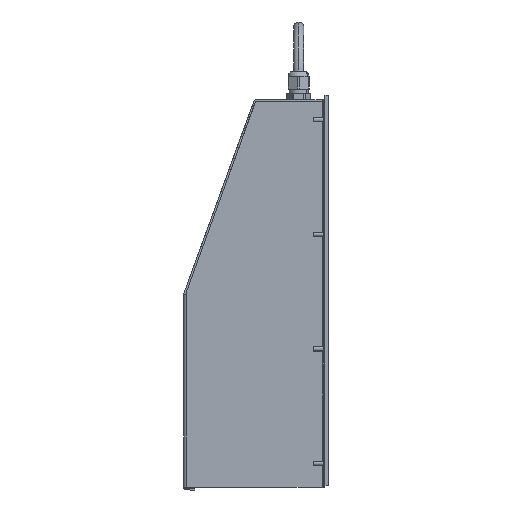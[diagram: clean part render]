
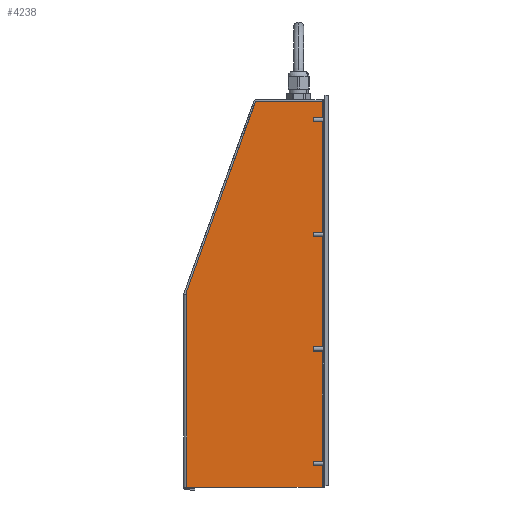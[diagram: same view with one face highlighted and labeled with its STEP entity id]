
A CAD part, left-side view. The second image highlights one B-rep face of the part: STEP entity #4238.
In plain terms, the highlighted planar face has unit normal (-1, 0, 0).
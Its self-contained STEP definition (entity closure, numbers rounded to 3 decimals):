
#133 = EDGE_CURVE ( 'NONE', #1112, #6892, #13174, .T. ) ;
#369 = LINE ( 'NONE', #16207, #11243 ) ;
#839 = LINE ( 'NONE', #22809, #22883 ) ;
#1112 = VERTEX_POINT ( 'NONE', #23673 ) ;
#1145 = DIRECTION ( 'NONE',  ( 0., -1., 0. ) ) ;
#1461 = FACE_OUTER_BOUND ( 'NONE', #7850, .T. ) ;
#2615 = VERTEX_POINT ( 'NONE', #13966 ) ;
#2702 = LINE ( 'NONE', #16565, #24697 ) ;
#2972 = DIRECTION ( 'NONE',  ( 0., -0.342, 0.94 ) ) ;
#3041 = CARTESIAN_POINT ( 'NONE',  ( -205.5, -1., -86.5 ) ) ;
#3705 = DIRECTION ( 'NONE',  ( 0., 1., 0. ) ) ;
#3859 = VERTEX_POINT ( 'NONE', #5116 ) ;
#4238 = ADVANCED_FACE ( 'NONE', ( #1461 ), #25478, .T. ) ;
#4267 = CARTESIAN_POINT ( 'NONE',  ( -205.5, 0., -86.5 ) ) ;
#4411 = DIRECTION ( 'NONE',  ( 0., 0., -1. ) ) ;
#5116 = CARTESIAN_POINT ( 'NONE',  ( -205.5, -1., 89.071 ) ) ;
#5183 = CARTESIAN_POINT ( 'NONE',  ( -205.5, -62.995, 259.4 ) ) ;
#5724 = LINE ( 'NONE', #5183, #17097 ) ;
#6346 = ORIENTED_EDGE ( 'NONE', *, *, #133, .T. ) ;
#6892 = VERTEX_POINT ( 'NONE', #3041 ) ;
#7472 = VERTEX_POINT ( 'NONE', #18988 ) ;
#7850 = EDGE_LOOP ( 'NONE', ( #17304, #8652, #21308, #19293, #27570, #6346 ) ) ;
#8652 = ORIENTED_EDGE ( 'NONE', *, *, #15292, .F. ) ;
#8682 = DIRECTION ( 'NONE',  ( 0., -1., 0. ) ) ;
#9398 = VECTOR ( 'NONE', #4411, 1000. ) ;
#9569 = EDGE_CURVE ( 'NONE', #3859, #11719, #5724, .T. ) ;
#10075 = LINE ( 'NONE', #19379, #9398 ) ;
#10687 = EDGE_CURVE ( 'NONE', #3859, #1112, #10075, .T. ) ;
#11243 = VECTOR ( 'NONE', #1145, 1000. ) ;
#11719 = VERTEX_POINT ( 'NONE', #16429 ) ;
#12716 = CARTESIAN_POINT ( 'NONE',  ( -205.5, -1., -86.5 ) ) ;
#13174 = LINE ( 'NONE', #12716, #23655 ) ;
#13966 = CARTESIAN_POINT ( 'NONE',  ( -205.5, -122.5, -86.5 ) ) ;
#14838 = DIRECTION ( 'NONE',  ( 0., 0., -1. ) ) ;
#15192 = EDGE_CURVE ( 'NONE', #11719, #7472, #369, .T. ) ;
#15292 = EDGE_CURVE ( 'NONE', #7472, #2615, #2702, .T. ) ;
#16207 = CARTESIAN_POINT ( 'NONE',  ( -205.5, -125., 259.4 ) ) ;
#16429 = CARTESIAN_POINT ( 'NONE',  ( -205.5, -62.995, 259.4 ) ) ;
#16565 = CARTESIAN_POINT ( 'NONE',  ( -205.5, -122.5, 261.001 ) ) ;
#17097 = VECTOR ( 'NONE', #2972, 1000. ) ;
#17304 = ORIENTED_EDGE ( 'NONE', *, *, #18439, .F. ) ;
#18439 = EDGE_CURVE ( 'NONE', #2615, #6892, #839, .T. ) ;
#18988 = CARTESIAN_POINT ( 'NONE',  ( -205.5, -122.5, 259.4 ) ) ;
#19293 = ORIENTED_EDGE ( 'NONE', *, *, #9569, .F. ) ;
#19379 = CARTESIAN_POINT ( 'NONE',  ( -205.5, -1., -86.5 ) ) ;
#21308 = ORIENTED_EDGE ( 'NONE', *, *, #15192, .F. ) ;
#21354 = DIRECTION ( 'NONE',  ( -1., 0., 0. ) ) ;
#22798 = DIRECTION ( 'NONE',  ( 0., 0., -1. ) ) ;
#22809 = CARTESIAN_POINT ( 'NONE',  ( -205.5, 0., -86.5 ) ) ;
#22883 = VECTOR ( 'NONE', #3705, 1000. ) ;
#23655 = VECTOR ( 'NONE', #14838, 1000. ) ;
#23673 = CARTESIAN_POINT ( 'NONE',  ( -205.5, -1., 86.324 ) ) ;
#24697 = VECTOR ( 'NONE', #22798, 1000. ) ;
#25478 = PLANE ( 'NONE',  #26376 ) ;
#26376 = AXIS2_PLACEMENT_3D ( 'NONE', #4267, #21354, #8682 ) ;
#27570 = ORIENTED_EDGE ( 'NONE', *, *, #10687, .T. ) ;
